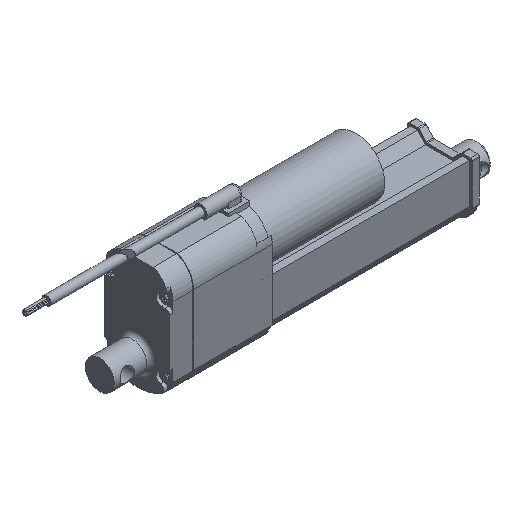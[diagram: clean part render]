
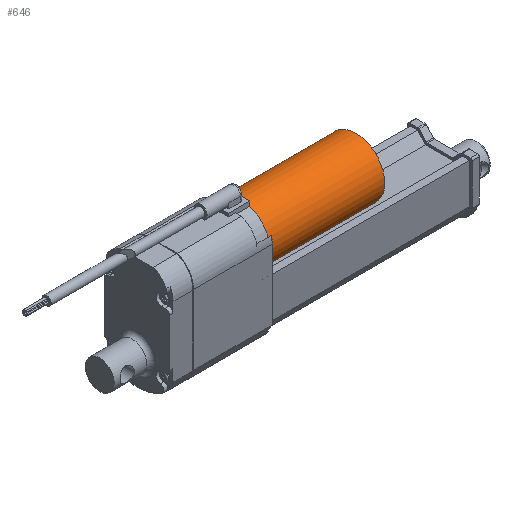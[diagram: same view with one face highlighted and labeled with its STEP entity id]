
A CAD part, isometric view. The second image highlights one B-rep face of the part: STEP entity #646.
In plain terms, the highlighted cylindrical face has radius 20 mm (diameter 40 mm), a full revolution.
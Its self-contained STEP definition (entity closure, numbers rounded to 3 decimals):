
#646 = ADVANCED_FACE( '', ( #1464, #1465 ), #1466, .T. );
#1464 = FACE_OUTER_BOUND( '', #2555, .T. );
#1465 = FACE_OUTER_BOUND( '', #2556, .T. );
#1466 = CYLINDRICAL_SURFACE( '', #2557, 20. );
#2555 = EDGE_LOOP( '', ( #4450 ) );
#2556 = EDGE_LOOP( '', ( #4451 ) );
#2557 = AXIS2_PLACEMENT_3D( '', #4452, #4453, #4454 );
#4450 = ORIENTED_EDGE( '', *, *, #6101, .T. );
#4451 = ORIENTED_EDGE( '', *, *, #6694, .F. );
#4452 = CARTESIAN_POINT( '', ( 115.5, 0., 19.103 ) );
#4453 = DIRECTION( '', ( 1., 0., 0. ) );
#4454 = DIRECTION( '', ( 0., 0., 1. ) );
#6101 = EDGE_CURVE( '', #7167, #7167, #7168, .T. );
#6694 = EDGE_CURVE( '', #8148, #8148, #8149, .T. );
#7167 = VERTEX_POINT( '', #8746 );
#7168 = CIRCLE( '', #8747, 20. );
#8148 = VERTEX_POINT( '', #10480 );
#8149 = CIRCLE( '', #10481, 20. );
#8746 = CARTESIAN_POINT( '', ( 115.5, 0., -0.897 ) );
#8747 = AXIS2_PLACEMENT_3D( '', #11402, #11403, #11404 );
#10480 = CARTESIAN_POINT( '', ( 35.5, 0., -0.897 ) );
#10481 = AXIS2_PLACEMENT_3D( '', #12018, #12019, #12020 );
#11402 = CARTESIAN_POINT( '', ( 115.5, 0., 19.103 ) );
#11403 = DIRECTION( '', ( -1., 0., 0. ) );
#11404 = DIRECTION( '', ( 0., 0., -1. ) );
#12018 = CARTESIAN_POINT( '', ( 35.5, 0., 19.103 ) );
#12019 = DIRECTION( '', ( -1., 0., 0. ) );
#12020 = DIRECTION( '', ( 0., 0., -1. ) );
